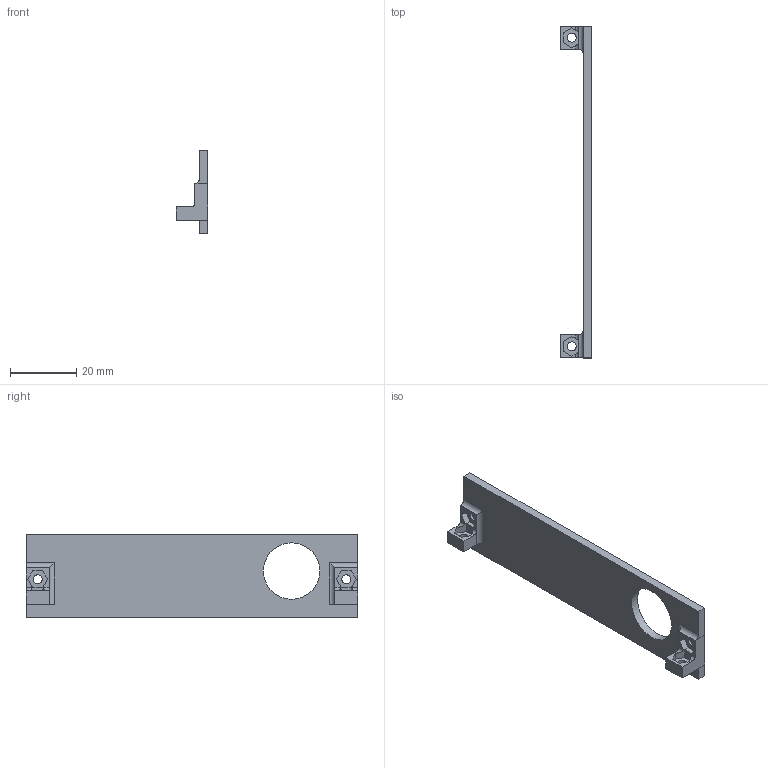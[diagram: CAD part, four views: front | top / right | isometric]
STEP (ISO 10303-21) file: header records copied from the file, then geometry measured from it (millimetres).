
FILE_DESCRIPTION(('FreeCAD Model'),'2;1');
FILE_NAME('Open CASCADE Shape Model','2024-07-11T10:25:56',(''),(''), 'Open CASCADE STEP processor 7.6','FreeCAD','Unknown');
FILE_SCHEMA(('AUTOMOTIVE_DESIGN { 1 0 10303 214 1 1 1 1 }'));
Length unit declared in the file: millimetre
Products named in the file (1): Bracket
Bounding box: 9.54 x 100 x 25 mm (x, y, z)
Volume: 6090.4 mm3; surface area: 5811.6 mm2
Topology: 1 solids, 1 shells, 65 faces, 183 edges, 120 vertices
Faces by surface type: plane 52, cylinder 13
Full cylindrical faces by diameter (mm): 2.7 x4, 17 x1
Entity records: 2115 total; most frequent: CARTESIAN_POINT 369, ORIENTED_EDGE 366, DIRECTION 339, EDGE_CURVE 183, LINE 159, VECTOR 159, VERTEX_POINT 120, AXIS2_PLACEMENT_3D 90
